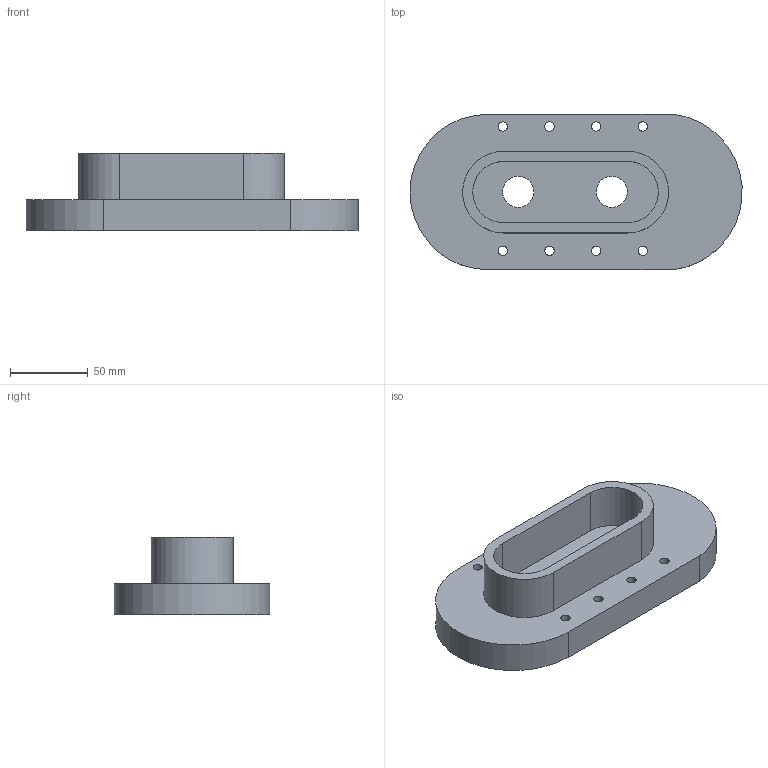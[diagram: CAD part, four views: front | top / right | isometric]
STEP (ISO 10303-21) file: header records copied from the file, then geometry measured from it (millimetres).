
FILE_DESCRIPTION(('CATIA V5 STEP Exchange'),'2;1');
FILE_NAME('test.stp','2012-04-11T17:28:04+00:00',('none'),('none'),'CATIA Version 5 Release 20 SP 1 (IN-10)','CATIA V5 STEP AP203','none');
FILE_SCHEMA(('CONFIG_CONTROL_DESIGN'));
Length unit declared in the file: millimetre
Products named in the file (1): Part1
Bounding box: 213.73 x 100 x 50 mm (x, y, z)
Volume: 428281.5 mm3; surface area: 71473.4 mm2
Topology: 1 solids, 1 shells, 36 faces, 96 edges, 64 vertices
Faces by surface type: cylinder 26, plane 10
Entity records: 1127 total; most frequent: ORIENTED_EDGE 192, CARTESIAN_POINT 186, DIRECTION 146, EDGE_CURVE 96, AXIS2_PLACEMENT_3D 78, VERTEX_POINT 64, EDGE_LOOP 58, CIRCLE 52
